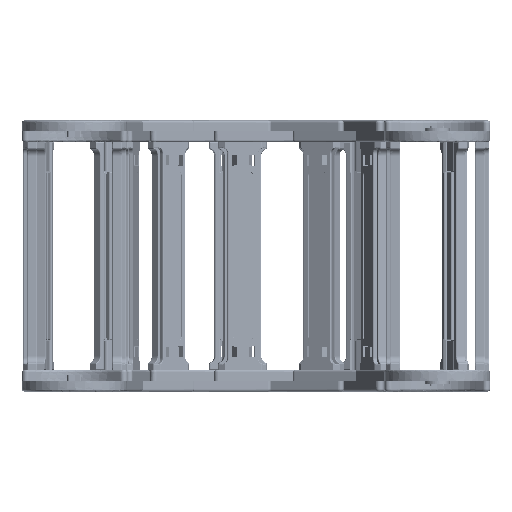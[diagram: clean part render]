
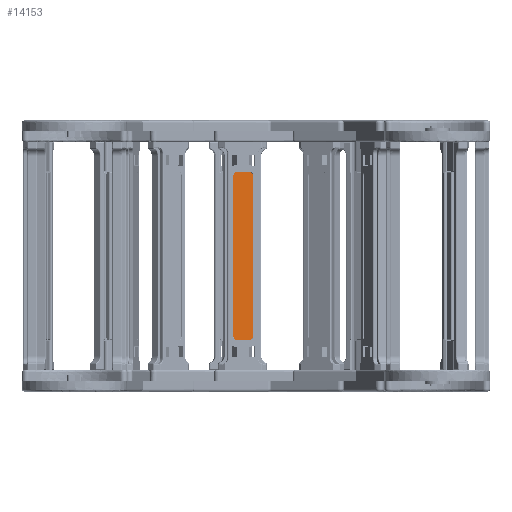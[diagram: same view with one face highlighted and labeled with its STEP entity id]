
A CAD part, left-side view. The second image highlights one B-rep face of the part: STEP entity #14153.
In plain terms, the highlighted face is planar.
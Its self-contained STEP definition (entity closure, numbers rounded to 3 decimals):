
#105 = DIRECTION ( 'NONE',  ( 0., 1., 0. ) ) ;
#192 = AXIS2_PLACEMENT_3D ( 'NONE', #17474, #105, #8454 ) ;
#1636 = CARTESIAN_POINT ( 'NONE',  ( -74.63, 199.948, 100.786 ) ) ;
#3888 = LINE ( 'NONE', #31823, #9420 ) ;
#3948 = ORIENTED_EDGE ( 'NONE', *, *, #36896, .F. ) ;
#4153 = CARTESIAN_POINT ( 'NONE',  ( -63.818, 199.948, 100.786 ) ) ;
#4411 = EDGE_LOOP ( 'NONE', ( #5122, #32370, #3948, #7657, #34508, #24019, #33387, #27311 ) ) ;
#4706 = VERTEX_POINT ( 'NONE', #9912 ) ;
#5122 = ORIENTED_EDGE ( 'NONE', *, *, #8321, .T. ) ;
#5356 = DIRECTION ( 'NONE',  ( 0., 0., 1. ) ) ;
#5917 = CIRCLE ( 'NONE', #14258, 1.938 ) ;
#6126 = CARTESIAN_POINT ( 'NONE',  ( -72.692, 199.948, 14.97 ) ) ;
#6375 = AXIS2_PLACEMENT_3D ( 'NONE', #26400, #26519, #17477 ) ;
#6760 = CARTESIAN_POINT ( 'NONE',  ( -74.63, 199.948, 16.908 ) ) ;
#7657 = ORIENTED_EDGE ( 'NONE', *, *, #21343, .F. ) ;
#7902 = CARTESIAN_POINT ( 'NONE',  ( -72.692, 199.948, 105.586 ) ) ;
#8321 = EDGE_CURVE ( 'NONE', #4706, #16492, #27215, .T. ) ;
#8454 = DIRECTION ( 'NONE',  ( 0., 0., 1. ) ) ;
#8526 = CARTESIAN_POINT ( 'NONE',  ( -72.692, 199.948, 100.786 ) ) ;
#8706 = CARTESIAN_POINT ( 'NONE',  ( -63.818, 199.948, 16.908 ) ) ;
#9080 = DIRECTION ( 'NONE',  ( 1., 0., 0. ) ) ;
#9420 = VECTOR ( 'NONE', #32060, 1000. ) ;
#9672 = DIRECTION ( 'NONE',  ( 0., 0., -1. ) ) ;
#9912 = CARTESIAN_POINT ( 'NONE',  ( -63.818, 199.948, 105.586 ) ) ;
#10817 = EDGE_CURVE ( 'NONE', #15362, #32955, #3888, .T. ) ;
#11277 = CARTESIAN_POINT ( 'NONE',  ( -74.63, 199.948, 105.586 ) ) ;
#12733 = VECTOR ( 'NONE', #5356, 1000. ) ;
#13740 = CARTESIAN_POINT ( 'NONE',  ( -72.692, 199.948, 14.97 ) ) ;
#14153 = ADVANCED_FACE ( 'NONE', ( #26605 ), #32608, .T. ) ;
#14258 = AXIS2_PLACEMENT_3D ( 'NONE', #7902, #27920, #28181 ) ;
#15362 = VERTEX_POINT ( 'NONE', #35723 ) ;
#16492 = VERTEX_POINT ( 'NONE', #8706 ) ;
#17474 = CARTESIAN_POINT ( 'NONE',  ( -65.756, 199.948, 105.586 ) ) ;
#17477 = DIRECTION ( 'NONE',  ( 0., 0., -1. ) ) ;
#18559 = EDGE_CURVE ( 'NONE', #30294, #15362, #5917, .T. ) ;
#21343 = EDGE_CURVE ( 'NONE', #26669, #21695, #29533, .T. ) ;
#21649 = CARTESIAN_POINT ( 'NONE',  ( -72.692, 199.948, 16.908 ) ) ;
#21695 = VERTEX_POINT ( 'NONE', #13740 ) ;
#22239 = VECTOR ( 'NONE', #27513, 1000. ) ;
#22677 = CIRCLE ( 'NONE', #6375, 1.938 ) ;
#24019 = ORIENTED_EDGE ( 'NONE', *, *, #18559, .T. ) ;
#25963 = CIRCLE ( 'NONE', #192, 1.938 ) ;
#26024 = AXIS2_PLACEMENT_3D ( 'NONE', #21649, #35674, #9672 ) ;
#26363 = CARTESIAN_POINT ( 'NONE',  ( -65.756, 199.948, 14.97 ) ) ;
#26400 = CARTESIAN_POINT ( 'NONE',  ( -65.756, 199.948, 16.908 ) ) ;
#26519 = DIRECTION ( 'NONE',  ( 0., -1., 0. ) ) ;
#26605 = FACE_OUTER_BOUND ( 'NONE', #4411, .T. ) ;
#26626 = VECTOR ( 'NONE', #9080, 1000. ) ;
#26669 = VERTEX_POINT ( 'NONE', #6760 ) ;
#27215 = LINE ( 'NONE', #4153, #22239 ) ;
#27311 = ORIENTED_EDGE ( 'NONE', *, *, #30531, .T. ) ;
#27513 = DIRECTION ( 'NONE',  ( 0., 0., -1. ) ) ;
#27920 = DIRECTION ( 'NONE',  ( 0., 1., 0. ) ) ;
#28181 = DIRECTION ( 'NONE',  ( 0., 0., 1. ) ) ;
#28877 = CARTESIAN_POINT ( 'NONE',  ( -65.756, 199.948, 107.524 ) ) ;
#28935 = DIRECTION ( 'NONE',  ( 0., 1., 0. ) ) ;
#29533 = CIRCLE ( 'NONE', #26024, 1.938 ) ;
#29549 = AXIS2_PLACEMENT_3D ( 'NONE', #8526, #28935, #37720 ) ;
#30294 = VERTEX_POINT ( 'NONE', #11277 ) ;
#30531 = EDGE_CURVE ( 'NONE', #32955, #4706, #25963, .T. ) ;
#30644 = EDGE_CURVE ( 'NONE', #26669, #30294, #36914, .T. ) ;
#31823 = CARTESIAN_POINT ( 'NONE',  ( -72.692, 199.948, 107.524 ) ) ;
#32060 = DIRECTION ( 'NONE',  ( 1., 0., 0. ) ) ;
#32201 = EDGE_CURVE ( 'NONE', #33781, #16492, #22677, .T. ) ;
#32370 = ORIENTED_EDGE ( 'NONE', *, *, #32201, .F. ) ;
#32608 = PLANE ( 'NONE',  #29549 ) ;
#32955 = VERTEX_POINT ( 'NONE', #28877 ) ;
#33387 = ORIENTED_EDGE ( 'NONE', *, *, #10817, .T. ) ;
#33781 = VERTEX_POINT ( 'NONE', #26363 ) ;
#34413 = LINE ( 'NONE', #6126, #26626 ) ;
#34508 = ORIENTED_EDGE ( 'NONE', *, *, #30644, .T. ) ;
#35674 = DIRECTION ( 'NONE',  ( 0., -1., 0. ) ) ;
#35723 = CARTESIAN_POINT ( 'NONE',  ( -72.692, 199.948, 107.524 ) ) ;
#36896 = EDGE_CURVE ( 'NONE', #21695, #33781, #34413, .T. ) ;
#36914 = LINE ( 'NONE', #1636, #12733 ) ;
#37720 = DIRECTION ( 'NONE',  ( 0., 0., 1. ) ) ;
